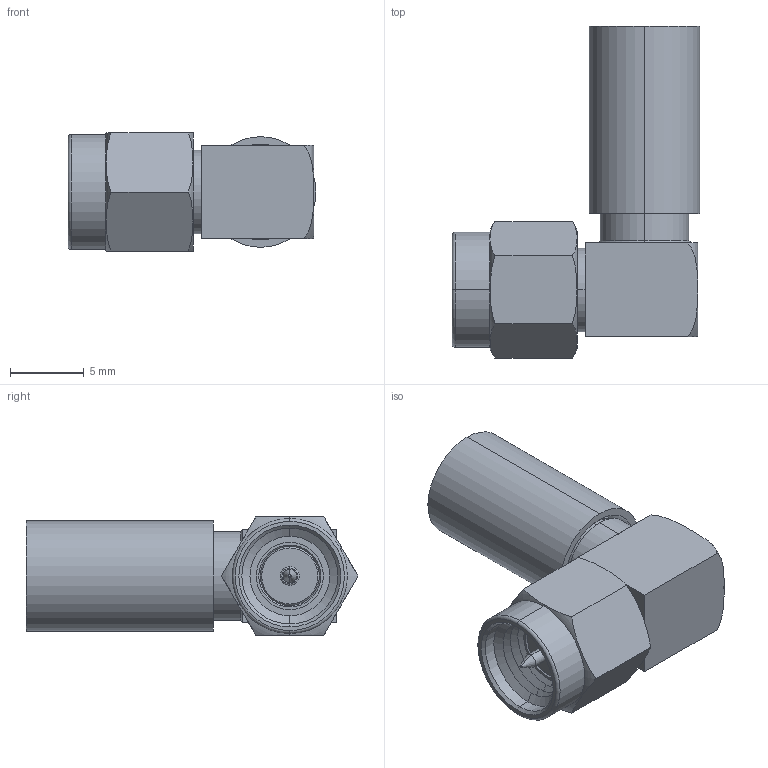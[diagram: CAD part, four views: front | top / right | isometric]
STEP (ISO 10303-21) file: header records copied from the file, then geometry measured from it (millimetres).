
FILE_DESCRIPTION (( 'STEP AP214' ), '1' );
FILE_NAME ('SC7034_3D.step', '2025-04-01T14:56:25', ( '' ), ( '' ), 'SwSTEP 2.0', 'SolidWorks 2022', '' );
FILE_SCHEMA (( 'AUTOMOTIVE_DESIGN' ));
Length unit declared in the file: inch
Products named in the file (1): SC7034_3D
Bounding box: 16.81 x 22.49 x 8 mm (x, y, z)
Volume: 906.3 mm3; surface area: 1595.6 mm2
Topology: 2 solids, 2 shells, 97 faces, 206 edges, 127 vertices
Faces by surface type: cone 30, cylinder 28, plane 27, torus 10, sphere 2
Entity records: 2841 total; most frequent: CARTESIAN_POINT 637, DIRECTION 492, ORIENTED_EDGE 412, AXIS2_PLACEMENT_3D 210, EDGE_CURVE 206, VERTEX_POINT 127, EDGE_LOOP 113, CIRCLE 112
